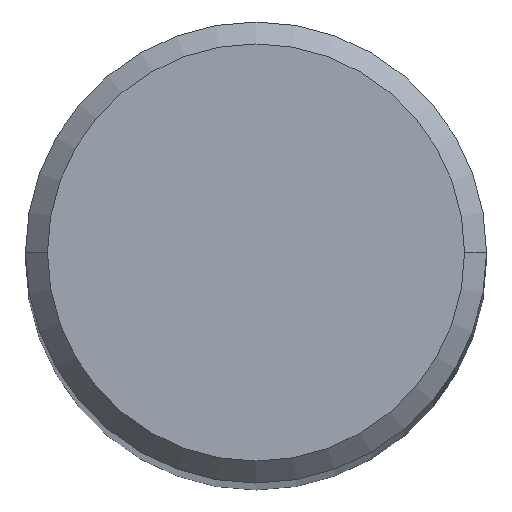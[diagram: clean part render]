
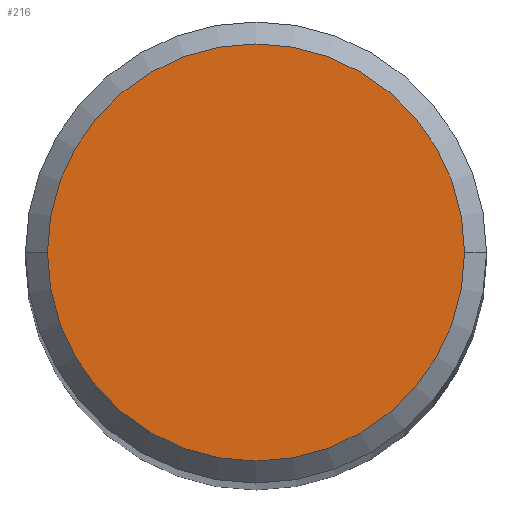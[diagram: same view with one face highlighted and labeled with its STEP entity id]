
A CAD part, top view. The second image highlights one B-rep face of the part: STEP entity #216.
In plain terms, the highlighted planar face has unit normal (0, 0, 1).
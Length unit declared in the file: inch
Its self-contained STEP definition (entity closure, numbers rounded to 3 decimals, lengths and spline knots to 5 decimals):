
#13 = EDGE_CURVE ( 'NONE', #229, #156, #215, .T. ) ;
#30 = ORIENTED_EDGE ( 'NONE', *, *, #13, .T. ) ;
#72 = DIRECTION ( 'NONE',  ( 0., 0., 1. ) ) ;
#91 = DIRECTION ( 'NONE',  ( 1., 0., 0. ) ) ;
#124 = CARTESIAN_POINT ( 'NONE',  ( -0.14248, 0., 3.74016 ) ) ;
#126 = EDGE_LOOP ( 'NONE', ( #139, #30 ) ) ;
#139 = ORIENTED_EDGE ( 'NONE', *, *, #283, .T. ) ;
#150 = CIRCLE ( 'NONE', #256, 0.14248 ) ;
#152 = CARTESIAN_POINT ( 'NONE',  ( 0., 0., 3.74016 ) ) ;
#153 = FACE_OUTER_BOUND ( 'NONE', #126, .T. ) ;
#156 = VERTEX_POINT ( 'NONE', #124 ) ;
#165 = AXIS2_PLACEMENT_3D ( 'NONE', #278, #72, #235 ) ;
#171 = DIRECTION ( 'NONE',  ( 1., 0., 0. ) ) ;
#192 = DIRECTION ( 'NONE',  ( 0., 0., 1. ) ) ;
#199 = CARTESIAN_POINT ( 'NONE',  ( 0., 0., 3.74016 ) ) ;
#215 = CIRCLE ( 'NONE', #165, 0.14248 ) ;
#216 = ADVANCED_FACE ( 'NONE', ( #153 ), #289, .T. ) ;
#218 = AXIS2_PLACEMENT_3D ( 'NONE', #152, #192, #171 ) ;
#229 = VERTEX_POINT ( 'NONE', #287 ) ;
#235 = DIRECTION ( 'NONE',  ( 1., 0., 0. ) ) ;
#249 = DIRECTION ( 'NONE',  ( 0., 0., 1. ) ) ;
#256 = AXIS2_PLACEMENT_3D ( 'NONE', #199, #249, #91 ) ;
#278 = CARTESIAN_POINT ( 'NONE',  ( 0., 0., 3.74016 ) ) ;
#283 = EDGE_CURVE ( 'NONE', #156, #229, #150, .T. ) ;
#287 = CARTESIAN_POINT ( 'NONE',  ( 0.14248, 0., 3.74016 ) ) ;
#289 = PLANE ( 'NONE',  #218 ) ;
